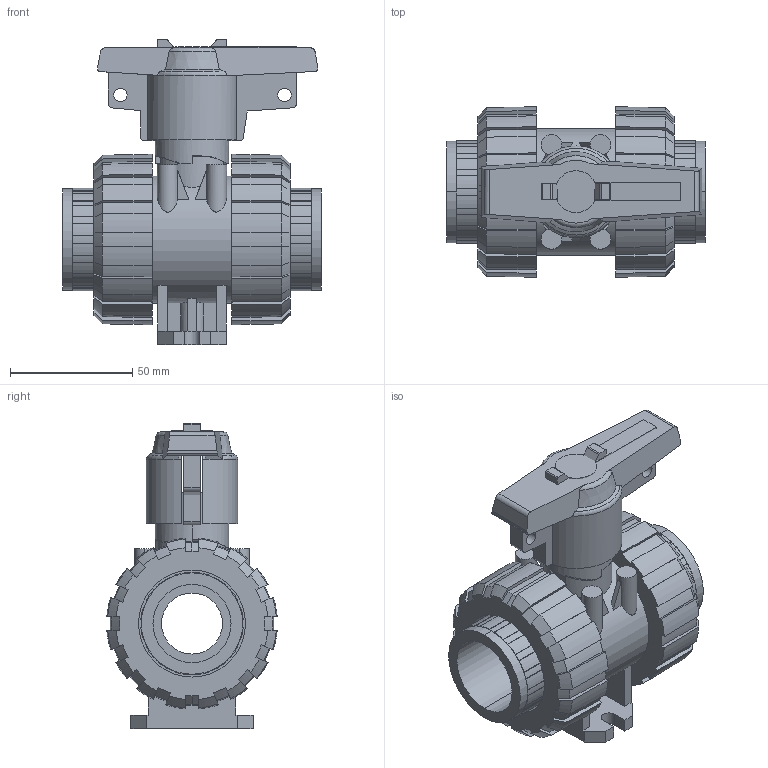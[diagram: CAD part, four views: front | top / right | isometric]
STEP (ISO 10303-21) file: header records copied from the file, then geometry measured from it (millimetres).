
FILE_DESCRIPTION(('STEP AP214'),'1');
FILE_NAME('cctmp_3638C3A4-5C4C-4D79-B8BA-D53AF2EA5146_2018_12_7_12_48_4_833..stp','2018-12-07T11:48:05',('Praher Valves GmbH'),('CADClick - www.CADClick.com'),'Spatial InterOp 3D',' ','unknown authorization');
FILE_SCHEMA(('AUTOMOTIVE_DESIGN'));
Length unit declared in the file: millimetre
Products named in the file (8): 128822
Assembly tree (7 placements, depth 2):
  (unnamed)
    128822
    128822
    128822
    128822
    128822
    128822
    128822
Bounding box: 106 x 69.78 x 124.93 mm (x, y, z)
Volume: 297015.7 mm3; surface area: 92554.7 mm2
Topology: 7 solids, 7 shells, 566 faces, 1612 edges, 1074 vertices
Faces by surface type: plane 282, cone 148, cylinder 130, torus 6
Entity records: 23668 total; most frequent: CARTESIAN_POINT 4513, ORIENTED_EDGE 3224, DIRECTION 2976, EDGE_CURVE 1612, AXIS2_PLACEMENT_3D 1112, VERTEX_POINT 1074, LINE 752, VECTOR 752
